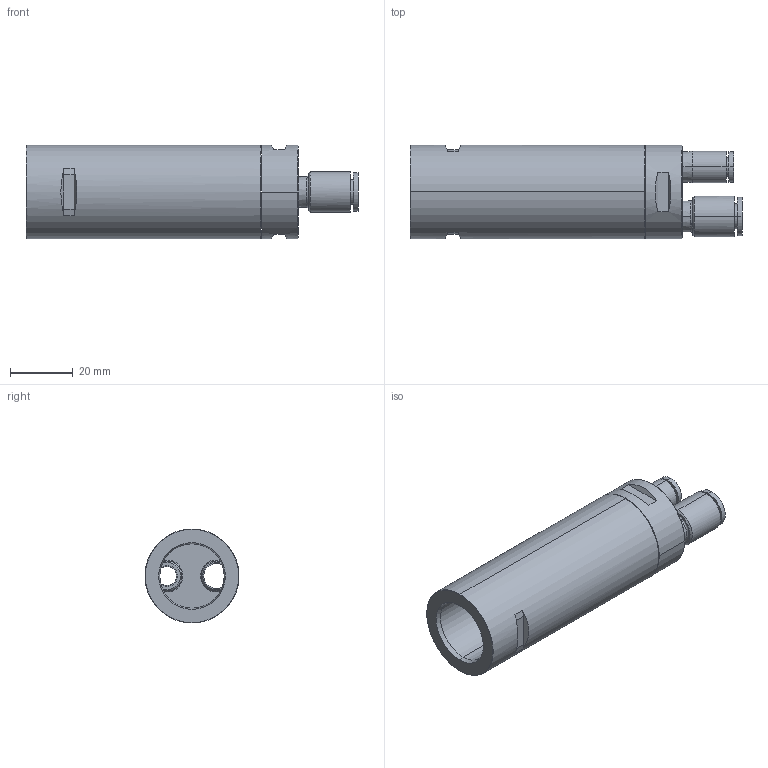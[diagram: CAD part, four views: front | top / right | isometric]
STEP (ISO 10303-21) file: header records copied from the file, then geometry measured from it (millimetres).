
FILE_DESCRIPTION (( 'STEP AP203' ), '1' );
FILE_NAME ('AM-3020(L)(R).STEP', '2016-02-26T02:34:30', ( '株式会社ナカニシ' ), ( 'Microsoft' ), 'SwSTEP 2.0', 'SolidWorks 2013', '' );
FILE_SCHEMA (( 'CONFIG_CONTROL_DESIGN' ));
Length unit declared in the file: millimetre
Products named in the file (1): AM-3020(L)(R)
Bounding box: 106 x 30 x 30 mm (x, y, z)
Surface area: 13093.7 mm2 (no closed solid volume)
Topology: 0 solids, 6 shells, 75 faces, 172 edges, 113 vertices
Faces by surface type: plane 36, cone 19, cylinder 18, bspline 2
Entity records: 2231 total; most frequent: CARTESIAN_POINT 445, DIRECTION 383, ORIENTED_EDGE 318, EDGE_CURVE 172, AXIS2_PLACEMENT_3D 155, VERTEX_POINT 113, EDGE_LOOP 92, CIRCLE 81
